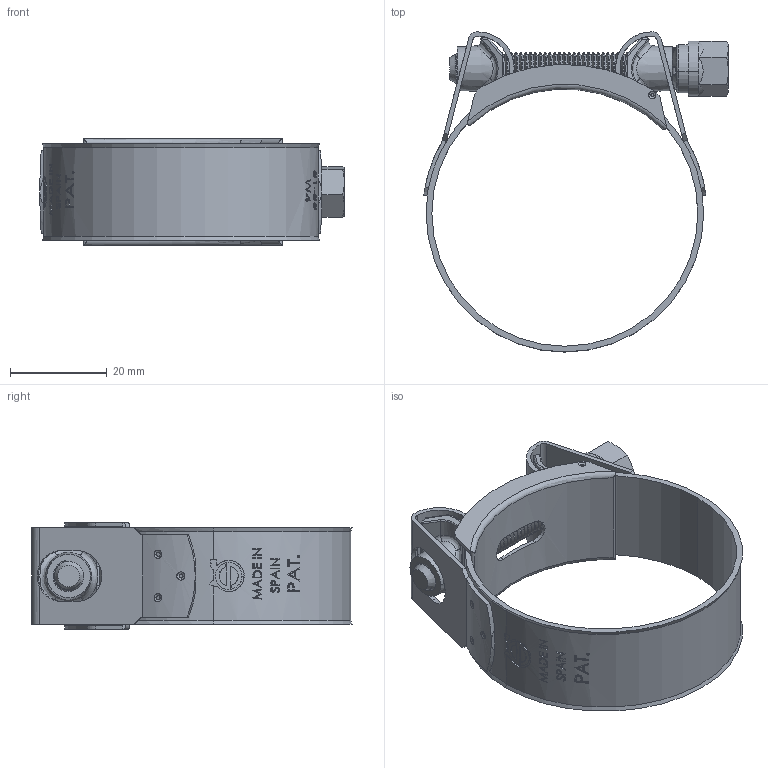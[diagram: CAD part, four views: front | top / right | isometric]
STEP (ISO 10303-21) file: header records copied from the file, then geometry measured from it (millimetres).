
FILE_DESCRIPTION (( 'STEP AP214' ), '1' );
FILE_NAME ('MK-03019143.STEP', '2018-09-10T11:58:02', ( '' ), ( '' ), 'SwSTEP 2.0', 'SolidWorks 2018', '' );
FILE_SCHEMA (( 'AUTOMOTIVE_DESIGN' ));
Length unit declared in the file: millimetre
Products named in the file (1): MK-03019143
Bounding box: 62.93 x 66.22 x 22.1 mm (x, y, z)
Volume: 8571.4 mm3; surface area: 16254.8 mm2
Topology: 5 solids, 5 shells, 862 faces, 2323 edges, 1484 vertices
Faces by surface type: plane 285, cylinder 259, bspline 237, sphere 34, torus 26, cone 21
Entity records: 75009 total; most frequent: CARTESIAN_POINT 46708, ORIENTED_EDGE 4580, DIRECTION 2911, EDGE_CURVE 2290, VERTEX_POINT 1480, AXIS2_PLACEMENT_3D 1071, EDGE_LOOP 916, B_SPLINE_CURVE_WITH_KNOTS 905
